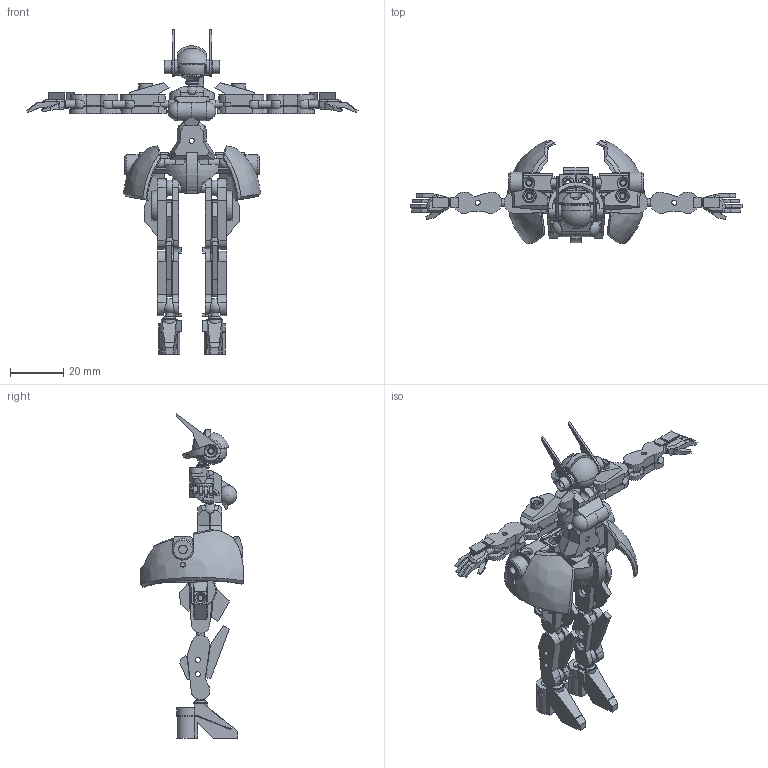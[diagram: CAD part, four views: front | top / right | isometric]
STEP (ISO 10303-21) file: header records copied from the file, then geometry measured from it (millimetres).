
FILE_DESCRIPTION(/* description */ (''),/* implementation_level */ '2;1');
FILE_NAME(/* name */ 'DefRobo v37.step',/* time_stamp */ '2021-09-22T20:11:23+09:00',/* author */ (''),/* organization */ (''),/* preprocessor_version */ 'ST-DEVELOPER v18.1',/* originating_system */ 'Autodesk Translation Framework v10.10.0.1391',/* authorisation */ '');
FILE_SCHEMA (('AUTOMOTIVE_DESIGN { 1 0 10303 214 3 1 1 }'));
Length unit declared in the file: millimetre
Products named in the file (8): DefRobo; Haed; Breast; Hip; ArmL; RegL; ArmR; RegR
Assembly tree (7 placements, depth 2):
  DefRobo
    Haed
    Breast
    Hip
    ArmL
    RegL
    ArmR
    RegR
Bounding box: 124.87 x 38.91 x 121.98 mm (x, y, z)
Volume: 22809.6 mm3; surface area: 29436.6 mm2
Topology: 61 solids, 61 shells, 1374 faces, 3685 edges, 2436 vertices
Faces by surface type: plane 898, cylinder 301, sphere 84, cone 59, bspline 32
Full cylindrical faces by diameter (mm): 1.2 x26, 1.9 x32, 2.7 x32, 3 x16, 3.2 x7, 5 x7, 6.4 x2, 8 x2
Entity records: 45550 total; most frequent: CARTESIAN_POINT 10580, ORIENTED_EDGE 7266, DIRECTION 7126, EDGE_CURVE 3633, VERTEX_POINT 2436, AXIS2_PLACEMENT_3D 2436, LINE 2254, VECTOR 2254
